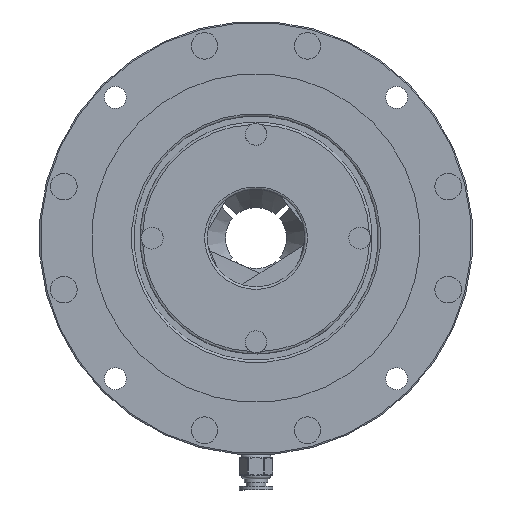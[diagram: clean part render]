
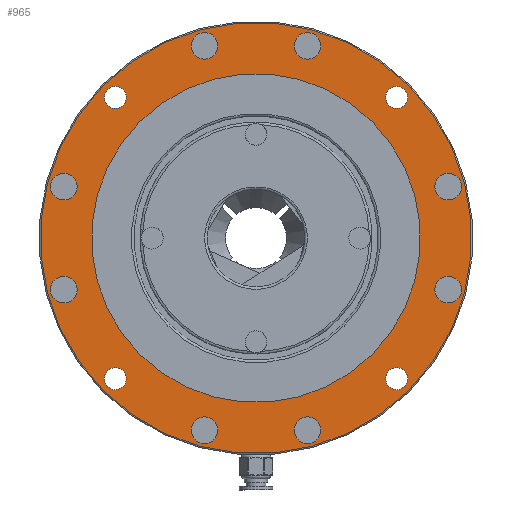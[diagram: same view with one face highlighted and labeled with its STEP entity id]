
A CAD part, front view. The second image highlights one B-rep face of the part: STEP entity #965.
In plain terms, the highlighted planar face has unit normal (0, -1, 0).
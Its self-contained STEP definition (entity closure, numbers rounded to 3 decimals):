
#16 = EDGE_LOOP ( 'NONE', ( #20857 ) ) ;
#91 = CARTESIAN_POINT ( 'NONE',  ( 62.473, 0., -62.473 ) ) ;
#366 = DIRECTION ( 'NONE',  ( 0., -1., 0. ) ) ;
#555 = EDGE_LOOP ( 'NONE', ( #4215 ) ) ;
#686 = CARTESIAN_POINT ( 'NONE',  ( 78.723, 0., -21.094 ) ) ;
#719 = EDGE_CURVE ( 'NONE', #11095, #11095, #1349, .T. ) ;
#815 = ORIENTED_EDGE ( 'NONE', *, *, #11075, .F. ) ;
#925 = AXIS2_PLACEMENT_3D ( 'NONE', #3005, #8630, #14005 ) ;
#965 = ADVANCED_FACE ( 'NONE', ( #7250, #18211, #20264, #8869, #9105, #3576, #5170, #5296, #19792, #12761, #3459, #12638, #1302, #6899 ), #16279, .F. ) ;
#1183 = CIRCLE ( 'NONE', #22548, 5.45 ) ;
#1302 = FACE_BOUND ( 'NONE', #23246, .T. ) ;
#1324 = VERTEX_POINT ( 'NONE', #13882 ) ;
#1349 = CIRCLE ( 'NONE', #2108, 5.45 ) ;
#1451 = CARTESIAN_POINT ( 'NONE',  ( -82.577, 0., 24.947 ) ) ;
#1661 = DIRECTION ( 'NONE',  ( 0.707, 0., -0.707 ) ) ;
#1864 = CARTESIAN_POINT ( 'NONE',  ( 21.094, 0., -78.723 ) ) ;
#1972 = DIRECTION ( 'NONE',  ( 0., -1., 0. ) ) ;
#2108 = AXIS2_PLACEMENT_3D ( 'NONE', #5231, #9508, #7794 ) ;
#2278 = VERTEX_POINT ( 'NONE', #11691 ) ;
#2392 = VERTEX_POINT ( 'NONE', #22516 ) ;
#2652 = CARTESIAN_POINT ( 'NONE',  ( 60.811, 0., 54.447 ) ) ;
#3005 = CARTESIAN_POINT ( 'NONE',  ( -78.723, 0., -21.094 ) ) ;
#3275 = EDGE_LOOP ( 'NONE', ( #16819 ) ) ;
#3459 = FACE_BOUND ( 'NONE', #3275, .T. ) ;
#3576 = FACE_BOUND ( 'NONE', #4135, .T. ) ;
#3631 = AXIS2_PLACEMENT_3D ( 'NONE', #6383, #15402, #15282 ) ;
#3638 = EDGE_LOOP ( 'NONE', ( #13931 ) ) ;
#4135 = EDGE_LOOP ( 'NONE', ( #11687 ) ) ;
#4215 = ORIENTED_EDGE ( 'NONE', *, *, #7715, .F. ) ;
#4319 = EDGE_CURVE ( 'NONE', #16559, #16559, #4491, .T. ) ;
#4401 = DIRECTION ( 'NONE',  ( 0., -1., 0. ) ) ;
#4415 = EDGE_CURVE ( 'NONE', #5454, #5454, #20434, .T. ) ;
#4491 = CIRCLE ( 'NONE', #23981, 4.5 ) ;
#4894 = AXIS2_PLACEMENT_3D ( 'NONE', #18717, #366, #20799 ) ;
#4953 = DIRECTION ( 'NONE',  ( 0., 1., 0. ) ) ;
#5163 = EDGE_CURVE ( 'NONE', #19344, #19344, #16638, .T. ) ;
#5170 = FACE_BOUND ( 'NONE', #555, .T. ) ;
#5231 = CARTESIAN_POINT ( 'NONE',  ( 78.723, 0., 21.094 ) ) ;
#5279 = EDGE_CURVE ( 'NONE', #2278, #2278, #1183, .T. ) ;
#5296 = FACE_BOUND ( 'NONE', #20692, .T. ) ;
#5454 = VERTEX_POINT ( 'NONE', #2652 ) ;
#5472 = ORIENTED_EDGE ( 'NONE', *, *, #5163, .T. ) ;
#5560 = CIRCLE ( 'NONE', #925, 5.45 ) ;
#5577 = EDGE_LOOP ( 'NONE', ( #8581 ) ) ;
#5704 = DIRECTION ( 'NONE',  ( 0., -1., 0. ) ) ;
#5933 = ORIENTED_EDGE ( 'NONE', *, *, #8025, .T. ) ;
#6068 = DIRECTION ( 'NONE',  ( 0., -1., 0. ) ) ;
#6110 = AXIS2_PLACEMENT_3D ( 'NONE', #15389, #17100, #9674 ) ;
#6282 = ORIENTED_EDGE ( 'NONE', *, *, #5279, .F. ) ;
#6383 = CARTESIAN_POINT ( 'NONE',  ( -57.629, 0., -57.629 ) ) ;
#6899 = FACE_BOUND ( 'NONE', #20151, .T. ) ;
#7230 = AXIS2_PLACEMENT_3D ( 'NONE', #11428, #9830, #13730 ) ;
#7250 = FACE_OUTER_BOUND ( 'NONE', #3638, .T. ) ;
#7314 = EDGE_CURVE ( 'NONE', #20670, #20670, #14548, .T. ) ;
#7715 = EDGE_CURVE ( 'NONE', #2392, #2392, #23932, .T. ) ;
#7794 = DIRECTION ( 'NONE',  ( -0.707, 0., 0.707 ) ) ;
#7923 = AXIS2_PLACEMENT_3D ( 'NONE', #9652, #15366, #18645 ) ;
#8025 = EDGE_CURVE ( 'NONE', #11454, #11454, #14180, .T. ) ;
#8154 = CARTESIAN_POINT ( 'NONE',  ( -54.447, 0., 54.447 ) ) ;
#8395 = AXIS2_PLACEMENT_3D ( 'NONE', #8741, #20152, #1661 ) ;
#8581 = ORIENTED_EDGE ( 'NONE', *, *, #4415, .T. ) ;
#8630 = DIRECTION ( 'NONE',  ( 0., -1., 0. ) ) ;
#8741 = CARTESIAN_POINT ( 'NONE',  ( 62.826, 0., 62.826 ) ) ;
#8869 = FACE_BOUND ( 'NONE', #16, .T. ) ;
#9042 = ORIENTED_EDGE ( 'NONE', *, *, #7314, .F. ) ;
#9105 = FACE_BOUND ( 'NONE', #13205, .T. ) ;
#9508 = DIRECTION ( 'NONE',  ( 0., -1., 0. ) ) ;
#9652 = CARTESIAN_POINT ( 'NONE',  ( -21.094, 0., 78.723 ) ) ;
#9674 = DIRECTION ( 'NONE',  ( 0.707, 0., -0.707 ) ) ;
#9830 = DIRECTION ( 'NONE',  ( 0., 1., 0. ) ) ;
#9919 = DIRECTION ( 'NONE',  ( -0.707, 0., 0.707 ) ) ;
#10200 = AXIS2_PLACEMENT_3D ( 'NONE', #12474, #10651, #19862 ) ;
#10392 = AXIS2_PLACEMENT_3D ( 'NONE', #16435, #5704, #11223 ) ;
#10517 = EDGE_CURVE ( 'NONE', #1324, #1324, #11157, .T. ) ;
#10651 = DIRECTION ( 'NONE',  ( 0., -1., 0. ) ) ;
#10959 = AXIS2_PLACEMENT_3D ( 'NONE', #13339, #16984, #9919 ) ;
#11075 = EDGE_CURVE ( 'NONE', #19927, #19927, #15608, .T. ) ;
#11095 = VERTEX_POINT ( 'NONE', #12918 ) ;
#11157 = CIRCLE ( 'NONE', #4894, 5.45 ) ;
#11223 = DIRECTION ( 'NONE',  ( -0.707, 0., 0.707 ) ) ;
#11333 = DIRECTION ( 'NONE',  ( -0.707, 0., 0.707 ) ) ;
#11365 = DIRECTION ( 'NONE',  ( -0.707, 0., 0.707 ) ) ;
#11428 = CARTESIAN_POINT ( 'NONE',  ( 57.629, 0., 57.629 ) ) ;
#11454 = VERTEX_POINT ( 'NONE', #21169 ) ;
#11687 = ORIENTED_EDGE ( 'NONE', *, *, #13954, .F. ) ;
#11691 = CARTESIAN_POINT ( 'NONE',  ( 17.24, 0., -74.869 ) ) ;
#12175 = CARTESIAN_POINT ( 'NONE',  ( -82.577, 0., -17.24 ) ) ;
#12420 = DIRECTION ( 'NONE',  ( 0.707, 0., -0.707 ) ) ;
#12474 = CARTESIAN_POINT ( 'NONE',  ( 0., 0., 0. ) ) ;
#12638 = FACE_BOUND ( 'NONE', #17137, .T. ) ;
#12761 = FACE_BOUND ( 'NONE', #5577, .T. ) ;
#12918 = CARTESIAN_POINT ( 'NONE',  ( 74.869, 0., 24.947 ) ) ;
#13153 = VERTEX_POINT ( 'NONE', #18704 ) ;
#13205 = EDGE_LOOP ( 'NONE', ( #17479 ) ) ;
#13339 = CARTESIAN_POINT ( 'NONE',  ( -78.723, 0., 21.094 ) ) ;
#13730 = DIRECTION ( 'NONE',  ( 0.707, 0., -0.707 ) ) ;
#13882 = CARTESIAN_POINT ( 'NONE',  ( -24.947, 0., -74.869 ) ) ;
#13931 = ORIENTED_EDGE ( 'NONE', *, *, #20622, .T. ) ;
#13954 = EDGE_CURVE ( 'NONE', #19444, #19444, #5560, .T. ) ;
#14005 = DIRECTION ( 'NONE',  ( -0.707, 0., 0.707 ) ) ;
#14180 = CIRCLE ( 'NONE', #3631, 4.5 ) ;
#14548 = CIRCLE ( 'NONE', #7923, 5.45 ) ;
#14868 = CIRCLE ( 'NONE', #10200, 88.35 ) ;
#15107 = CARTESIAN_POINT ( 'NONE',  ( 21.094, 0., 78.723 ) ) ;
#15282 = DIRECTION ( 'NONE',  ( 0.707, 0., -0.707 ) ) ;
#15366 = DIRECTION ( 'NONE',  ( 0., -1., 0. ) ) ;
#15389 = CARTESIAN_POINT ( 'NONE',  ( -57.629, 0., 57.629 ) ) ;
#15402 = DIRECTION ( 'NONE',  ( 0., 1., 0. ) ) ;
#15608 = CIRCLE ( 'NONE', #10959, 5.45 ) ;
#15884 = DIRECTION ( 'NONE',  ( -0.707, 0., 0.707 ) ) ;
#15940 = ORIENTED_EDGE ( 'NONE', *, *, #22906, .F. ) ;
#16279 = PLANE ( 'NONE',  #8395 ) ;
#16435 = CARTESIAN_POINT ( 'NONE',  ( 0., 0., 0. ) ) ;
#16559 = VERTEX_POINT ( 'NONE', #22165 ) ;
#16638 = CIRCLE ( 'NONE', #6110, 4.5 ) ;
#16819 = ORIENTED_EDGE ( 'NONE', *, *, #4319, .T. ) ;
#16984 = DIRECTION ( 'NONE',  ( 0., -1., 0. ) ) ;
#17100 = DIRECTION ( 'NONE',  ( 0., 1., 0. ) ) ;
#17137 = EDGE_LOOP ( 'NONE', ( #5933 ) ) ;
#17479 = ORIENTED_EDGE ( 'NONE', *, *, #719, .F. ) ;
#17531 = CARTESIAN_POINT ( 'NONE',  ( -24.947, 0., 82.577 ) ) ;
#17606 = AXIS2_PLACEMENT_3D ( 'NONE', #686, #4401, #15884 ) ;
#18211 = FACE_BOUND ( 'NONE', #21611, .T. ) ;
#18645 = DIRECTION ( 'NONE',  ( -0.707, 0., 0.707 ) ) ;
#18704 = CARTESIAN_POINT ( 'NONE',  ( -47.624, 0., 47.624 ) ) ;
#18717 = CARTESIAN_POINT ( 'NONE',  ( -21.094, 0., -78.723 ) ) ;
#19344 = VERTEX_POINT ( 'NONE', #8154 ) ;
#19351 = ORIENTED_EDGE ( 'NONE', *, *, #21318, .F. ) ;
#19444 = VERTEX_POINT ( 'NONE', #12175 ) ;
#19583 = EDGE_LOOP ( 'NONE', ( #19351 ) ) ;
#19792 = FACE_BOUND ( 'NONE', #19583, .T. ) ;
#19862 = DIRECTION ( 'NONE',  ( 0.707, 0., -0.707 ) ) ;
#19927 = VERTEX_POINT ( 'NONE', #1451 ) ;
#20052 = CARTESIAN_POINT ( 'NONE',  ( 74.869, 0., -17.24 ) ) ;
#20074 = EDGE_LOOP ( 'NONE', ( #6282 ) ) ;
#20151 = EDGE_LOOP ( 'NONE', ( #15940 ) ) ;
#20152 = DIRECTION ( 'NONE',  ( 0., 1., 0. ) ) ;
#20264 = FACE_BOUND ( 'NONE', #20074, .T. ) ;
#20434 = CIRCLE ( 'NONE', #7230, 4.5 ) ;
#20622 = EDGE_CURVE ( 'NONE', #22254, #22254, #14868, .T. ) ;
#20670 = VERTEX_POINT ( 'NONE', #17531 ) ;
#20692 = EDGE_LOOP ( 'NONE', ( #9042 ) ) ;
#20799 = DIRECTION ( 'NONE',  ( -0.707, 0., 0.707 ) ) ;
#20857 = ORIENTED_EDGE ( 'NONE', *, *, #10517, .F. ) ;
#20867 = CIRCLE ( 'NONE', #10392, 67.35 ) ;
#21169 = CARTESIAN_POINT ( 'NONE',  ( -54.447, 0., -60.811 ) ) ;
#21318 = EDGE_CURVE ( 'NONE', #21883, #21883, #21889, .T. ) ;
#21611 = EDGE_LOOP ( 'NONE', ( #815 ) ) ;
#21651 = CARTESIAN_POINT ( 'NONE',  ( 57.629, 0., -57.629 ) ) ;
#21883 = VERTEX_POINT ( 'NONE', #20052 ) ;
#21889 = CIRCLE ( 'NONE', #17606, 5.45 ) ;
#21950 = AXIS2_PLACEMENT_3D ( 'NONE', #15107, #6068, #11333 ) ;
#22165 = CARTESIAN_POINT ( 'NONE',  ( 60.811, 0., -60.811 ) ) ;
#22254 = VERTEX_POINT ( 'NONE', #91 ) ;
#22516 = CARTESIAN_POINT ( 'NONE',  ( 17.24, 0., 82.577 ) ) ;
#22548 = AXIS2_PLACEMENT_3D ( 'NONE', #1864, #1972, #11365 ) ;
#22906 = EDGE_CURVE ( 'NONE', #13153, #13153, #20867, .T. ) ;
#23246 = EDGE_LOOP ( 'NONE', ( #5472 ) ) ;
#23932 = CIRCLE ( 'NONE', #21950, 5.45 ) ;
#23981 = AXIS2_PLACEMENT_3D ( 'NONE', #21651, #4953, #12420 ) ;
